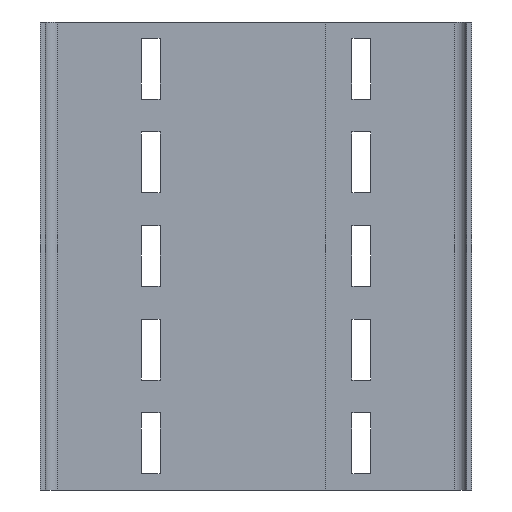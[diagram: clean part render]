
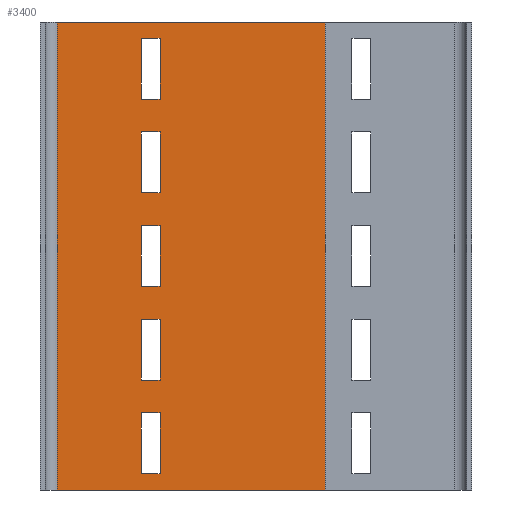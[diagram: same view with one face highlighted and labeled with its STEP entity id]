
A CAD part, front view. The second image highlights one B-rep face of the part: STEP entity #3400.
In plain terms, the highlighted planar face has unit normal (0, -1, 0).
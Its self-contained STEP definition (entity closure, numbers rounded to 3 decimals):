
#130=CARTESIAN_POINT('',(-85.,70.,0.));
#140=VERTEX_POINT('',#130);
#620=CARTESIAN_POINT('',(29.7,70.,0.));
#630=VERTEX_POINT('',#620);
#660=CARTESIAN_POINT('',(0.,70.,0.));
#670=DIRECTION('',(1.,0.,0.));
#680=VECTOR('',#670,1.);
#690=LINE('',#660,#680);
#700=EDGE_CURVE('',#140,#630,#690,.T.);
#870=CARTESIAN_POINT('',(-85.,70.,-200.));
#880=VERTEX_POINT('',#870);
#910=CARTESIAN_POINT('',(0.,70.,-200.));
#920=DIRECTION('',(1.,0.,0.));
#930=VECTOR('',#920,1.);
#940=LINE('',#910,#930);
#950=CARTESIAN_POINT('',(29.7,70.,-200.));
#960=VERTEX_POINT('',#950);
#970=EDGE_CURVE('',#880,#960,#940,.T.);
#1490=CARTESIAN_POINT('',(29.7,70.,0.));
#1500=DIRECTION('',(-0.,1.,0.));
#1510=DIRECTION('',(1.,0.,0.));
#1520=AXIS2_PLACEMENT_3D('',#1490,#1500,#1510);
#1530=PLANE('',#1520);
#1540=ORIENTED_EDGE('',*,*,#700,.F.);
#1550=CARTESIAN_POINT('',(29.7,70.,0.));
#1560=DIRECTION('',(0.,0.,-1.));
#1570=VECTOR('',#1560,1.);
#1580=LINE('',#1550,#1570);
#1590=EDGE_CURVE('',#630,#960,#1580,.T.);
#1600=ORIENTED_EDGE('',*,*,#1590,.F.);
#1610=ORIENTED_EDGE('',*,*,#970,.T.);
#1620=CARTESIAN_POINT('',(-85.,70.,0.));
#1630=DIRECTION('',(0.,0.,1.));
#1640=VECTOR('',#1630,1.);
#1650=LINE('',#1620,#1640);
#1660=EDGE_CURVE('',#880,#140,#1650,.T.);
#1670=ORIENTED_EDGE('',*,*,#1660,.F.);
#1680=EDGE_LOOP('',(#1670,#1610,#1600,#1540));
#1690=FACE_OUTER_BOUND('',#1680,.T.);
#1700=CARTESIAN_POINT('',(-49.,70.,0.));
#1710=DIRECTION('',(0.,0.,1.));
#1720=VECTOR('',#1710,1.);
#1730=LINE('',#1700,#1720);
#1740=CARTESIAN_POINT('',(-49.,70.,-33.));
#1750=VERTEX_POINT('',#1740);
#1760=CARTESIAN_POINT('',(-49.,70.,-7.));
#1770=VERTEX_POINT('',#1760);
#1780=EDGE_CURVE('',#1750,#1770,#1730,.T.);
#1790=ORIENTED_EDGE('',*,*,#1780,.T.);
#1800=CARTESIAN_POINT('',(0.,70.,-33.));
#1810=DIRECTION('',(-1.,0.,0.));
#1820=VECTOR('',#1810,1.);
#1830=LINE('',#1800,#1820);
#1840=CARTESIAN_POINT('',(-41.,70.,-33.));
#1850=VERTEX_POINT('',#1840);
#1860=EDGE_CURVE('',#1850,#1750,#1830,.T.);
#1870=ORIENTED_EDGE('',*,*,#1860,.T.);
#1880=CARTESIAN_POINT('',(-41.,70.,0.));
#1890=DIRECTION('',(0.,0.,-1.));
#1900=VECTOR('',#1890,1.);
#1910=LINE('',#1880,#1900);
#1920=CARTESIAN_POINT('',(-41.,70.,-7.));
#1930=VERTEX_POINT('',#1920);
#1940=EDGE_CURVE('',#1930,#1850,#1910,.T.);
#1950=ORIENTED_EDGE('',*,*,#1940,.T.);
#1960=CARTESIAN_POINT('',(0.,70.,-7.));
#1970=DIRECTION('',(1.,0.,0.));
#1980=VECTOR('',#1970,1.);
#1990=LINE('',#1960,#1980);
#2000=EDGE_CURVE('',#1770,#1930,#1990,.T.);
#2010=ORIENTED_EDGE('',*,*,#2000,.T.);
#2020=EDGE_LOOP('',(#2010,#1950,#1870,#1790));
#2030=FACE_BOUND('',#2020,.T.);
#2040=CARTESIAN_POINT('',(-49.,70.,0.));
#2050=DIRECTION('',(0.,0.,1.));
#2060=VECTOR('',#2050,1.);
#2070=LINE('',#2040,#2060);
#2080=CARTESIAN_POINT('',(-49.,70.,-73.));
#2090=VERTEX_POINT('',#2080);
#2100=CARTESIAN_POINT('',(-49.,70.,-47.));
#2110=VERTEX_POINT('',#2100);
#2120=EDGE_CURVE('',#2090,#2110,#2070,.T.);
#2130=ORIENTED_EDGE('',*,*,#2120,.T.);
#2140=CARTESIAN_POINT('',(0.,70.,-73.));
#2150=DIRECTION('',(-1.,0.,0.));
#2160=VECTOR('',#2150,1.);
#2170=LINE('',#2140,#2160);
#2180=CARTESIAN_POINT('',(-41.,70.,-73.));
#2190=VERTEX_POINT('',#2180);
#2200=EDGE_CURVE('',#2190,#2090,#2170,.T.);
#2210=ORIENTED_EDGE('',*,*,#2200,.T.);
#2220=CARTESIAN_POINT('',(-41.,70.,0.));
#2230=DIRECTION('',(0.,0.,-1.));
#2240=VECTOR('',#2230,1.);
#2250=LINE('',#2220,#2240);
#2260=CARTESIAN_POINT('',(-41.,70.,-47.));
#2270=VERTEX_POINT('',#2260);
#2280=EDGE_CURVE('',#2270,#2190,#2250,.T.);
#2290=ORIENTED_EDGE('',*,*,#2280,.T.);
#2300=CARTESIAN_POINT('',(0.,70.,-47.));
#2310=DIRECTION('',(1.,0.,0.));
#2320=VECTOR('',#2310,1.);
#2330=LINE('',#2300,#2320);
#2340=EDGE_CURVE('',#2110,#2270,#2330,.T.);
#2350=ORIENTED_EDGE('',*,*,#2340,.T.);
#2360=EDGE_LOOP('',(#2350,#2290,#2210,#2130));
#2370=FACE_BOUND('',#2360,.T.);
#2380=CARTESIAN_POINT('',(0.,70.,-113.));
#2390=DIRECTION('',(-1.,0.,0.));
#2400=VECTOR('',#2390,1.);
#2410=LINE('',#2380,#2400);
#2420=CARTESIAN_POINT('',(-41.,70.,-113.));
#2430=VERTEX_POINT('',#2420);
#2440=CARTESIAN_POINT('',(-49.,70.,-113.));
#2450=VERTEX_POINT('',#2440);
#2460=EDGE_CURVE('',#2430,#2450,#2410,.T.);
#2470=ORIENTED_EDGE('',*,*,#2460,.T.);
#2480=CARTESIAN_POINT('',(-41.,70.,0.));
#2490=DIRECTION('',(0.,0.,-1.));
#2500=VECTOR('',#2490,1.);
#2510=LINE('',#2480,#2500);
#2520=CARTESIAN_POINT('',(-41.,70.,-87.));
#2530=VERTEX_POINT('',#2520);
#2540=EDGE_CURVE('',#2530,#2430,#2510,.T.);
#2550=ORIENTED_EDGE('',*,*,#2540,.T.);
#2560=CARTESIAN_POINT('',(0.,70.,-87.));
#2570=DIRECTION('',(1.,0.,0.));
#2580=VECTOR('',#2570,1.);
#2590=LINE('',#2560,#2580);
#2600=CARTESIAN_POINT('',(-49.,70.,-87.));
#2610=VERTEX_POINT('',#2600);
#2620=EDGE_CURVE('',#2610,#2530,#2590,.T.);
#2630=ORIENTED_EDGE('',*,*,#2620,.T.);
#2640=CARTESIAN_POINT('',(-49.,70.,0.));
#2650=DIRECTION('',(0.,0.,1.));
#2660=VECTOR('',#2650,1.);
#2670=LINE('',#2640,#2660);
#2680=EDGE_CURVE('',#2450,#2610,#2670,.T.);
#2690=ORIENTED_EDGE('',*,*,#2680,.T.);
#2700=EDGE_LOOP('',(#2690,#2630,#2550,#2470));
#2710=FACE_BOUND('',#2700,.T.);
#2720=CARTESIAN_POINT('',(-41.,70.,0.));
#2730=DIRECTION('',(0.,0.,-1.));
#2740=VECTOR('',#2730,1.);
#2750=LINE('',#2720,#2740);
#2760=CARTESIAN_POINT('',(-41.,70.,-167.));
#2770=VERTEX_POINT('',#2760);
#2780=CARTESIAN_POINT('',(-41.,70.,-193.));
#2790=VERTEX_POINT('',#2780);
#2800=EDGE_CURVE('',#2770,#2790,#2750,.T.);
#2810=ORIENTED_EDGE('',*,*,#2800,.T.);
#2820=CARTESIAN_POINT('',(0.,70.,-167.));
#2830=DIRECTION('',(1.,0.,0.));
#2840=VECTOR('',#2830,1.);
#2850=LINE('',#2820,#2840);
#2860=CARTESIAN_POINT('',(-49.,70.,-167.));
#2870=VERTEX_POINT('',#2860);
#2880=EDGE_CURVE('',#2870,#2770,#2850,.T.);
#2890=ORIENTED_EDGE('',*,*,#2880,.T.);
#2900=CARTESIAN_POINT('',(-49.,70.,0.));
#2910=DIRECTION('',(0.,0.,1.));
#2920=VECTOR('',#2910,1.);
#2930=LINE('',#2900,#2920);
#2940=CARTESIAN_POINT('',(-49.,70.,-193.));
#2950=VERTEX_POINT('',#2940);
#2960=EDGE_CURVE('',#2950,#2870,#2930,.T.);
#2970=ORIENTED_EDGE('',*,*,#2960,.T.);
#2980=CARTESIAN_POINT('',(0.,70.,-193.));
#2990=DIRECTION('',(-1.,0.,0.));
#3000=VECTOR('',#2990,1.);
#3010=LINE('',#2980,#3000);
#3020=EDGE_CURVE('',#2790,#2950,#3010,.T.);
#3030=ORIENTED_EDGE('',*,*,#3020,.T.);
#3040=EDGE_LOOP('',(#3030,#2970,#2890,#2810));
#3050=FACE_BOUND('',#3040,.T.);
#3060=CARTESIAN_POINT('',(0.,70.,-127.));
#3070=DIRECTION('',(1.,0.,0.));
#3080=VECTOR('',#3070,1.);
#3090=LINE('',#3060,#3080);
#3100=CARTESIAN_POINT('',(-49.,70.,-127.));
#3110=VERTEX_POINT('',#3100);
#3120=CARTESIAN_POINT('',(-41.,70.,-127.));
#3130=VERTEX_POINT('',#3120);
#3140=EDGE_CURVE('',#3110,#3130,#3090,.T.);
#3150=ORIENTED_EDGE('',*,*,#3140,.T.);
#3160=CARTESIAN_POINT('',(-49.,70.,0.));
#3170=DIRECTION('',(0.,0.,1.));
#3180=VECTOR('',#3170,1.);
#3190=LINE('',#3160,#3180);
#3200=CARTESIAN_POINT('',(-49.,70.,-153.));
#3210=VERTEX_POINT('',#3200);
#3220=EDGE_CURVE('',#3210,#3110,#3190,.T.);
#3230=ORIENTED_EDGE('',*,*,#3220,.T.);
#3240=CARTESIAN_POINT('',(0.,70.,-153.));
#3250=DIRECTION('',(-1.,0.,0.));
#3260=VECTOR('',#3250,1.);
#3270=LINE('',#3240,#3260);
#3280=CARTESIAN_POINT('',(-41.,70.,-153.));
#3290=VERTEX_POINT('',#3280);
#3300=EDGE_CURVE('',#3290,#3210,#3270,.T.);
#3310=ORIENTED_EDGE('',*,*,#3300,.T.);
#3320=CARTESIAN_POINT('',(-41.,70.,0.));
#3330=DIRECTION('',(0.,0.,-1.));
#3340=VECTOR('',#3330,1.);
#3350=LINE('',#3320,#3340);
#3360=EDGE_CURVE('',#3130,#3290,#3350,.T.);
#3370=ORIENTED_EDGE('',*,*,#3360,.T.);
#3380=EDGE_LOOP('',(#3370,#3310,#3230,#3150));
#3390=FACE_BOUND('',#3380,.T.);
#3400=ADVANCED_FACE('',(#1690,#2030,#2370,#2710,#3050,#3390),#1530,.F.);
